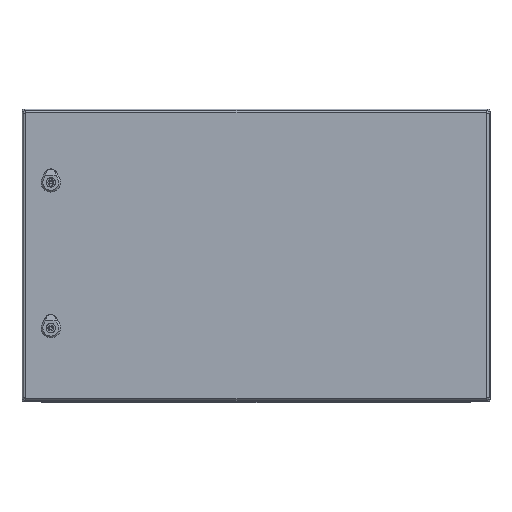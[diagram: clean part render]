
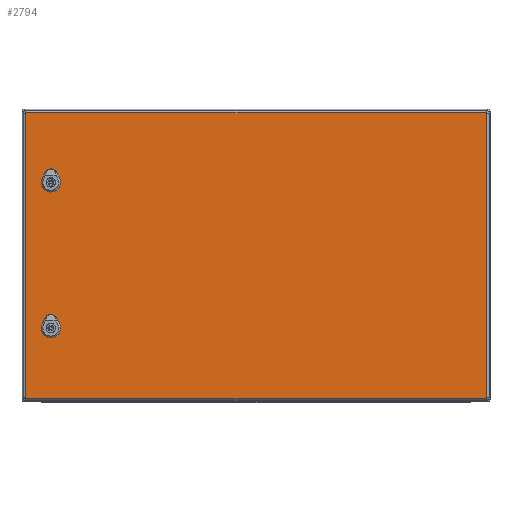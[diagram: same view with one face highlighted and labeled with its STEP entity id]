
A CAD part, top view. The second image highlights one B-rep face of the part: STEP entity #2794.
In plain terms, the highlighted face is planar.
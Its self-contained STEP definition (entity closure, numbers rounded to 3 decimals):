
#1623=FACE_BOUND('',#4355,.T.);
#1624=FACE_BOUND('',#4356,.T.);
#1625=FACE_BOUND('',#4357,.T.);
#2279=CIRCLE('',#12257,1.);
#2280=CIRCLE('',#12258,1.);
#2281=CIRCLE('',#12259,1.);
#2282=CIRCLE('',#12260,1.);
#2283=CIRCLE('',#12261,11.25);
#2284=CIRCLE('',#12262,11.25);
#2285=CIRCLE('',#12263,11.25);
#2286=CIRCLE('',#12264,11.25);
#2287=CIRCLE('',#12265,11.25);
#2288=CIRCLE('',#12266,11.25);
#2289=CIRCLE('',#12267,11.25);
#2290=CIRCLE('',#12268,11.25);
#2794=ADVANCED_FACE('',(#1623,#1624,#1625),#3169,.F.);
#3169=PLANE('',#12269);
#4355=EDGE_LOOP('',(#6373,#6374,#6375,#6376,#6377,#6378,#6379,#6380));
#4356=EDGE_LOOP('',(#6381,#6382,#6383,#6384,#6385,#6386,#6387,#6388));
#4357=EDGE_LOOP('',(#6389,#6390,#6391,#6392,#6393,#6394,#6395,#6396));
#6373=ORIENTED_EDGE('',*,*,#9367,.F.);
#6374=ORIENTED_EDGE('',*,*,#9368,.F.);
#6375=ORIENTED_EDGE('',*,*,#9369,.F.);
#6376=ORIENTED_EDGE('',*,*,#9370,.F.);
#6377=ORIENTED_EDGE('',*,*,#9371,.F.);
#6378=ORIENTED_EDGE('',*,*,#9372,.F.);
#6379=ORIENTED_EDGE('',*,*,#9373,.F.);
#6380=ORIENTED_EDGE('',*,*,#9374,.F.);
#6381=ORIENTED_EDGE('',*,*,#9375,.T.);
#6382=ORIENTED_EDGE('',*,*,#9376,.T.);
#6383=ORIENTED_EDGE('',*,*,#9377,.T.);
#6384=ORIENTED_EDGE('',*,*,#9378,.T.);
#6385=ORIENTED_EDGE('',*,*,#9379,.T.);
#6386=ORIENTED_EDGE('',*,*,#9380,.T.);
#6387=ORIENTED_EDGE('',*,*,#9381,.T.);
#6388=ORIENTED_EDGE('',*,*,#9382,.T.);
#6389=ORIENTED_EDGE('',*,*,#9383,.F.);
#6390=ORIENTED_EDGE('',*,*,#9384,.F.);
#6391=ORIENTED_EDGE('',*,*,#9385,.F.);
#6392=ORIENTED_EDGE('',*,*,#9386,.F.);
#6393=ORIENTED_EDGE('',*,*,#9387,.F.);
#6394=ORIENTED_EDGE('',*,*,#9388,.F.);
#6395=ORIENTED_EDGE('',*,*,#9389,.F.);
#6396=ORIENTED_EDGE('',*,*,#9390,.F.);
#8141=VERTEX_POINT('',#18101);
#8142=VERTEX_POINT('',#18102);
#8143=VERTEX_POINT('',#18104);
#8144=VERTEX_POINT('',#18106);
#8145=VERTEX_POINT('',#18108);
#8146=VERTEX_POINT('',#18110);
#8147=VERTEX_POINT('',#18112);
#8148=VERTEX_POINT('',#18114);
#8149=VERTEX_POINT('',#18117);
#8150=VERTEX_POINT('',#18118);
#8151=VERTEX_POINT('',#18120);
#8152=VERTEX_POINT('',#18122);
#8153=VERTEX_POINT('',#18124);
#8154=VERTEX_POINT('',#18126);
#8155=VERTEX_POINT('',#18128);
#8156=VERTEX_POINT('',#18130);
#8157=VERTEX_POINT('',#18133);
#8158=VERTEX_POINT('',#18134);
#8159=VERTEX_POINT('',#18136);
#8160=VERTEX_POINT('',#18138);
#8161=VERTEX_POINT('',#18140);
#8162=VERTEX_POINT('',#18142);
#8163=VERTEX_POINT('',#18144);
#8164=VERTEX_POINT('',#18146);
#9367=EDGE_CURVE('',#8141,#8142,#2279,.T.);
#9368=EDGE_CURVE('',#8143,#8141,#10379,.T.);
#9369=EDGE_CURVE('',#8144,#8143,#2280,.T.);
#9370=EDGE_CURVE('',#8145,#8144,#10380,.T.);
#9371=EDGE_CURVE('',#8146,#8145,#2281,.T.);
#9372=EDGE_CURVE('',#8147,#8146,#10381,.T.);
#9373=EDGE_CURVE('',#8148,#8147,#2282,.T.);
#9374=EDGE_CURVE('',#8142,#8148,#10382,.T.);
#9375=EDGE_CURVE('',#8149,#8150,#10383,.T.);
#9376=EDGE_CURVE('',#8150,#8151,#2283,.T.);
#9377=EDGE_CURVE('',#8151,#8152,#10384,.T.);
#9378=EDGE_CURVE('',#8152,#8153,#2284,.T.);
#9379=EDGE_CURVE('',#8153,#8154,#10385,.T.);
#9380=EDGE_CURVE('',#8154,#8155,#2285,.T.);
#9381=EDGE_CURVE('',#8155,#8156,#10386,.T.);
#9382=EDGE_CURVE('',#8156,#8149,#2286,.T.);
#9383=EDGE_CURVE('',#8157,#8158,#2287,.T.);
#9384=EDGE_CURVE('',#8159,#8157,#10387,.T.);
#9385=EDGE_CURVE('',#8160,#8159,#2288,.T.);
#9386=EDGE_CURVE('',#8161,#8160,#10388,.T.);
#9387=EDGE_CURVE('',#8162,#8161,#2289,.T.);
#9388=EDGE_CURVE('',#8163,#8162,#10389,.T.);
#9389=EDGE_CURVE('',#8164,#8163,#2290,.T.);
#9390=EDGE_CURVE('',#8158,#8164,#10390,.T.);
#10379=LINE('',#18103,#11219);
#10380=LINE('',#18107,#11220);
#10381=LINE('',#18111,#11221);
#10382=LINE('',#18115,#11222);
#10383=LINE('',#18116,#11223);
#10384=LINE('',#18121,#11224);
#10385=LINE('',#18125,#11225);
#10386=LINE('',#18129,#11226);
#10387=LINE('',#18135,#11227);
#10388=LINE('',#18139,#11228);
#10389=LINE('',#18143,#11229);
#10390=LINE('',#18147,#11230);
#11219=VECTOR('',#14676,1.);
#11220=VECTOR('',#14679,1.);
#11221=VECTOR('',#14682,1.);
#11222=VECTOR('',#14685,1.);
#11223=VECTOR('',#14686,1.);
#11224=VECTOR('',#14689,1.);
#11225=VECTOR('',#14692,1.);
#11226=VECTOR('',#14695,1.);
#11227=VECTOR('',#14700,1.);
#11228=VECTOR('',#14703,1.);
#11229=VECTOR('',#14706,1.);
#11230=VECTOR('',#14709,1.);
#12257=AXIS2_PLACEMENT_3D('',#18100,#14674,#14675);
#12258=AXIS2_PLACEMENT_3D('',#18105,#14677,#14678);
#12259=AXIS2_PLACEMENT_3D('',#18109,#14680,#14681);
#12260=AXIS2_PLACEMENT_3D('',#18113,#14683,#14684);
#12261=AXIS2_PLACEMENT_3D('',#18119,#14687,#14688);
#12262=AXIS2_PLACEMENT_3D('',#18123,#14690,#14691);
#12263=AXIS2_PLACEMENT_3D('',#18127,#14693,#14694);
#12264=AXIS2_PLACEMENT_3D('',#18131,#14696,#14697);
#12265=AXIS2_PLACEMENT_3D('',#18132,#14698,#14699);
#12266=AXIS2_PLACEMENT_3D('',#18137,#14701,#14702);
#12267=AXIS2_PLACEMENT_3D('',#18141,#14704,#14705);
#12268=AXIS2_PLACEMENT_3D('',#18145,#14707,#14708);
#12269=AXIS2_PLACEMENT_3D('',#18148,#14710,#14711);
#14674=DIRECTION('',(0.,0.,1.));
#14675=DIRECTION('',(1.,0.,0.));
#14676=DIRECTION('',(0.,-1.,0.));
#14677=DIRECTION('',(0.,0.,1.));
#14678=DIRECTION('',(1.,0.,0.));
#14679=DIRECTION('',(-1.,0.,0.));
#14680=DIRECTION('',(0.,0.,1.));
#14681=DIRECTION('',(1.,0.,0.));
#14682=DIRECTION('',(0.,1.,0.));
#14683=DIRECTION('',(0.,0.,1.));
#14684=DIRECTION('',(1.,0.,0.));
#14685=DIRECTION('',(1.,0.,0.));
#14686=DIRECTION('',(-1.,0.,0.));
#14687=DIRECTION('',(0.,0.,1.));
#14688=DIRECTION('',(1.,0.,0.));
#14689=DIRECTION('',(0.,-1.,0.));
#14690=DIRECTION('',(0.,0.,1.));
#14691=DIRECTION('',(1.,0.,0.));
#14692=DIRECTION('',(1.,0.,0.));
#14693=DIRECTION('',(0.,0.,1.));
#14694=DIRECTION('',(1.,0.,0.));
#14695=DIRECTION('',(0.,1.,0.));
#14696=DIRECTION('',(0.,0.,1.));
#14697=DIRECTION('',(1.,0.,0.));
#14698=DIRECTION('',(0.,0.,-1.));
#14699=DIRECTION('',(1.,0.,0.));
#14700=DIRECTION('',(-1.,0.,0.));
#14701=DIRECTION('',(0.,0.,-1.));
#14702=DIRECTION('',(1.,0.,0.));
#14703=DIRECTION('',(0.,-1.,0.));
#14704=DIRECTION('',(0.,0.,-1.));
#14705=DIRECTION('',(1.,0.,0.));
#14706=DIRECTION('',(1.,0.,0.));
#14707=DIRECTION('',(0.,0.,-1.));
#14708=DIRECTION('',(1.,0.,0.));
#14709=DIRECTION('',(0.,1.,0.));
#14710=DIRECTION('',(0.,0.,1.));
#14711=DIRECTION('',(1.,0.,0.));
#18100=CARTESIAN_POINT('',(-393.75,-243.,0.));
#18101=CARTESIAN_POINT('',(-394.75,-243.,0.));
#18102=CARTESIAN_POINT('',(-393.75,-244.,0.));
#18103=CARTESIAN_POINT('',(-394.75,243.,0.));
#18104=CARTESIAN_POINT('',(-394.75,243.,0.));
#18105=CARTESIAN_POINT('',(-393.75,243.,0.));
#18106=CARTESIAN_POINT('',(-393.75,244.,0.));
#18107=CARTESIAN_POINT('',(393.75,244.,0.));
#18108=CARTESIAN_POINT('',(393.75,244.,0.));
#18109=CARTESIAN_POINT('',(393.75,243.,0.));
#18110=CARTESIAN_POINT('',(394.75,243.,0.));
#18111=CARTESIAN_POINT('',(394.75,-243.,0.));
#18112=CARTESIAN_POINT('',(394.75,-243.,0.));
#18113=CARTESIAN_POINT('',(393.75,-243.,0.));
#18114=CARTESIAN_POINT('',(393.75,-244.,0.));
#18115=CARTESIAN_POINT('',(-393.75,-244.,0.));
#18116=CARTESIAN_POINT('',(-393.75,134.7,0.));
#18117=CARTESIAN_POINT('',(355.496,134.7,0.));
#18118=CARTESIAN_POINT('',(346.004,134.7,0.));
#18119=CARTESIAN_POINT('',(350.75,124.5,0.));
#18120=CARTESIAN_POINT('',(340.55,129.246,0.));
#18121=CARTESIAN_POINT('',(340.55,243.,0.));
#18122=CARTESIAN_POINT('',(340.55,119.754,0.));
#18123=CARTESIAN_POINT('',(350.75,124.5,0.));
#18124=CARTESIAN_POINT('',(346.004,114.3,0.));
#18125=CARTESIAN_POINT('',(-393.75,114.3,0.));
#18126=CARTESIAN_POINT('',(355.496,114.3,0.));
#18127=CARTESIAN_POINT('',(350.75,124.5,0.));
#18128=CARTESIAN_POINT('',(360.95,119.754,0.));
#18129=CARTESIAN_POINT('',(360.95,243.,0.));
#18130=CARTESIAN_POINT('',(360.95,129.246,0.));
#18131=CARTESIAN_POINT('',(350.75,124.5,0.));
#18132=CARTESIAN_POINT('',(350.75,-124.5,0.));
#18133=CARTESIAN_POINT('',(346.004,-134.7,0.));
#18134=CARTESIAN_POINT('',(340.55,-129.246,0.));
#18135=CARTESIAN_POINT('',(-393.75,-134.7,0.));
#18136=CARTESIAN_POINT('',(355.496,-134.7,0.));
#18137=CARTESIAN_POINT('',(350.75,-124.5,0.));
#18138=CARTESIAN_POINT('',(360.95,-129.246,0.));
#18139=CARTESIAN_POINT('',(360.95,243.,0.));
#18140=CARTESIAN_POINT('',(360.95,-119.754,0.));
#18141=CARTESIAN_POINT('',(350.75,-124.5,0.));
#18142=CARTESIAN_POINT('',(355.496,-114.3,0.));
#18143=CARTESIAN_POINT('',(-393.75,-114.3,0.));
#18144=CARTESIAN_POINT('',(346.004,-114.3,0.));
#18145=CARTESIAN_POINT('',(350.75,-124.5,0.));
#18146=CARTESIAN_POINT('',(340.55,-119.754,0.));
#18147=CARTESIAN_POINT('',(340.55,243.,0.));
#18148=CARTESIAN_POINT('',(-393.75,243.,0.));
